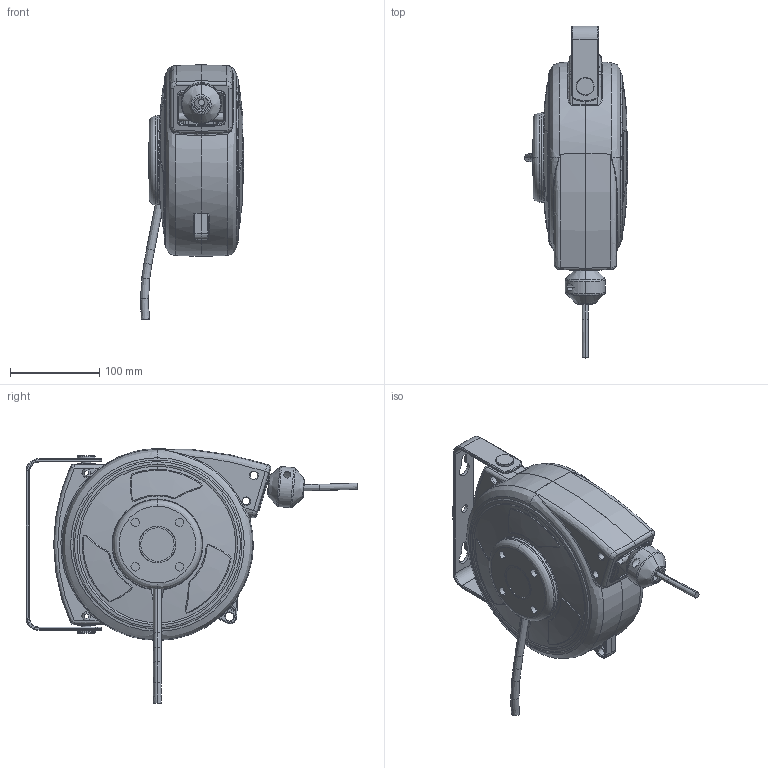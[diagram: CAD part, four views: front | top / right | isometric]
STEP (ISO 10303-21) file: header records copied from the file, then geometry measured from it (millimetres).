
FILE_DESCRIPTION(/* description */ (''),/* implementation_level */ '2;1');
FILE_NAME(/* name */ 'HOSERE~2',/* time_stamp */ '2016-09-25T15:15:25+02:00',/* author */ (''),/* organization */ (''),/* preprocessor_version */ 'ST-DEVELOPER v15',/* originating_system */ '',/* authorisation */ '');
FILE_SCHEMA (('AUTOMOTIVE_DESIGN'));
Length unit declared in the file: millimetre
Products named in the file (1): Document
Bounding box: 115.54 x 372.24 x 285.31 mm (x, y, z)
Volume: 48757.5 mm3; surface area: 181366.6 mm2
Topology: 4 solids, 9 shells, 477 faces, 1233 edges, 773 vertices
Faces by surface type: bspline 394, plane 83
Entity records: 24607 total; most frequent: CARTESIAN_POINT 17926, ORIENTED_EDGE 2296, EDGE_CURVE 1230, VERTEX_POINT 773, EDGE_LOOP 515, B_SPLINE_CURVE_WITH_KNOTS 503, ADVANCED_FACE 476, FACE_OUTER_BOUND 476
